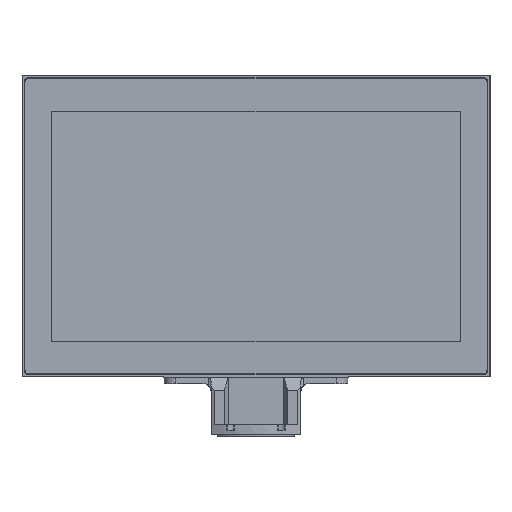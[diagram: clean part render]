
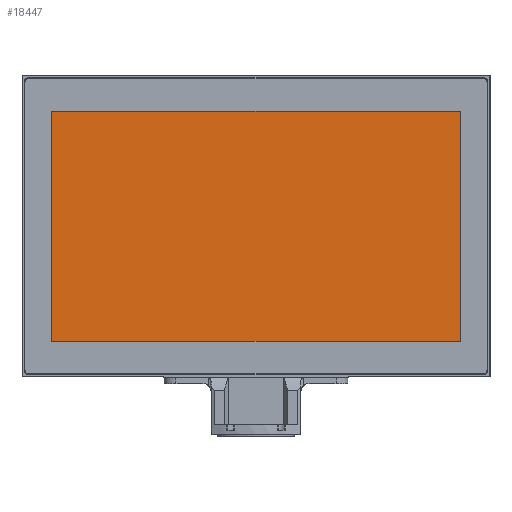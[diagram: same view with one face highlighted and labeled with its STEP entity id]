
A CAD part, top view. The second image highlights one B-rep face of the part: STEP entity #18447.
In plain terms, the highlighted planar face has unit normal (0, 0, 1).
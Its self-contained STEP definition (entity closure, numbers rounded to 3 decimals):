
#18447=ADVANCED_FACE('',(#23034),#21251,.T.);
#21251=PLANE('',#66496);
#23034=FACE_OUTER_BOUND('',#25761,.T.);
#25761=EDGE_LOOP('',(#31065,#31066,#31067,#31068));
#31065=ORIENTED_EDGE('',*,*,#49468,.F.);
#31066=ORIENTED_EDGE('',*,*,#49471,.F.);
#31067=ORIENTED_EDGE('',*,*,#49473,.F.);
#31068=ORIENTED_EDGE('',*,*,#49474,.F.);
#44300=VERTEX_POINT('',#80630);
#44301=VERTEX_POINT('',#80632);
#44302=VERTEX_POINT('',#80636);
#44303=VERTEX_POINT('',#80640);
#49468=EDGE_CURVE('',#44300,#44301,#56492,.T.);
#49471=EDGE_CURVE('',#44302,#44300,#56495,.T.);
#49473=EDGE_CURVE('',#44303,#44302,#56497,.T.);
#49474=EDGE_CURVE('',#44301,#44303,#56498,.T.);
#56492=LINE('',#80631,#60098);
#56495=LINE('',#80637,#60101);
#56497=LINE('',#80641,#60103);
#56498=LINE('',#80643,#60104);
#60098=VECTOR('',#70554,1.);
#60101=VECTOR('',#70559,1.);
#60103=VECTOR('',#70563,1.);
#60104=VECTOR('',#70566,1.);
#66496=AXIS2_PLACEMENT_3D('',#80645,#70569,#70570);
#70554=DIRECTION('',(0.,1.,0.));
#70559=DIRECTION('',(-1.,0.,0.));
#70563=DIRECTION('',(0.,-1.,0.));
#70566=DIRECTION('',(1.,0.,0.));
#70569=DIRECTION('',(0.,0.,1.));
#70570=DIRECTION('',(1.,0.,0.));
#80630=CARTESIAN_POINT('',(-357.992,-471.486,-12.56));
#80631=CARTESIAN_POINT('',(-357.992,-276.486,-12.56));
#80632=CARTESIAN_POINT('',(-357.992,-276.486,-12.56));
#80636=CARTESIAN_POINT('',(-11.992,-471.486,-12.56));
#80637=CARTESIAN_POINT('',(-357.992,-471.486,-12.56));
#80640=CARTESIAN_POINT('',(-11.992,-276.486,-12.56));
#80641=CARTESIAN_POINT('',(-11.992,-471.486,-12.56));
#80643=CARTESIAN_POINT('',(-11.992,-276.486,-12.56));
#80645=CARTESIAN_POINT('',(0.,0.,-12.56));
